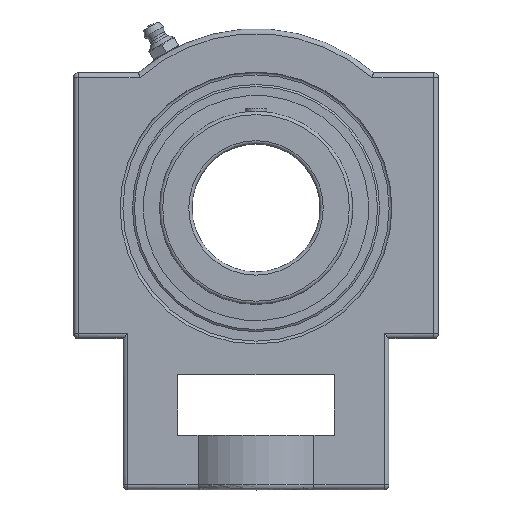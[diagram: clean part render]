
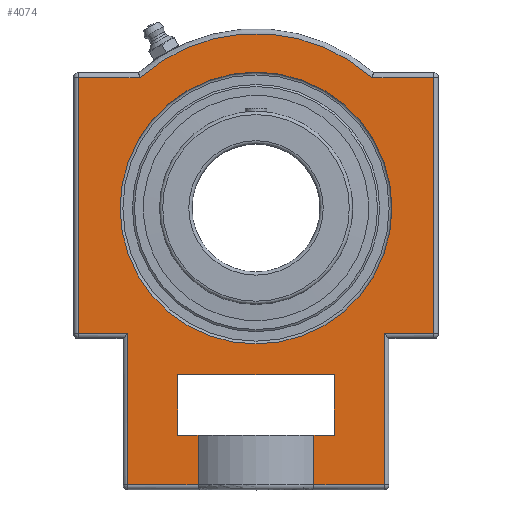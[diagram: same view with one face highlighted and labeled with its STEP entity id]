
A CAD part, top view. The second image highlights one B-rep face of the part: STEP entity #4074.
In plain terms, the highlighted face is planar.
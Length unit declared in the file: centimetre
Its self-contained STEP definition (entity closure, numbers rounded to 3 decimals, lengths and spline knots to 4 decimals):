
#107=CARTESIAN_POINT('',(0.,-4.2465,-1.65));
#108=VERTEX_POINT('',#107);
#118=CARTESIAN_POINT('',(0.,0.,-1.65));
#119=DIRECTION('',(0.,-0.,1.));
#120=DIRECTION('',(0.,1.,0.));
#121=AXIS2_PLACEMENT_3D('',#118,#119,#120);
#122=CIRCLE('',#121,4.2465);
#123=EDGE_CURVE('',#108,#108,#122,.T.);
#2792=CARTESIAN_POINT('',(-4.,-8.65,-1.65));
#2793=VERTEX_POINT('',#2792);
#2818=CARTESIAN_POINT('',(4.,-8.65,-1.65));
#2819=VERTEX_POINT('',#2818);
#2860=CARTESIAN_POINT('',(4.,-3.9245,-1.65));
#2861=VERTEX_POINT('',#2860);
#2862=CARTESIAN_POINT('',(4.,-8.965,-1.65));
#2863=DIRECTION('',(0.,1.,0.));
#2864=VECTOR('',#2863,14.73);
#2865=LINE('',#2862,#2864);
#2866=EDGE_CURVE('',#2819,#2861,#2865,.T.);
#2894=CARTESIAN_POINT('',(-5.55,-3.9245,-1.65));
#2895=VERTEX_POINT('',#2894);
#2920=CARTESIAN_POINT('',(5.55,-3.9245,-1.65));
#2921=VERTEX_POINT('',#2920);
#2964=CARTESIAN_POINT('',(-5.55,4.0755,-1.65));
#2965=VERTEX_POINT('',#2964);
#2990=CARTESIAN_POINT('',(5.55,4.0755,-1.65));
#2991=VERTEX_POINT('',#2990);
#3032=CARTESIAN_POINT('',(3.6184,4.0755,-1.65));
#3033=VERTEX_POINT('',#3032);
#3034=CARTESIAN_POINT('',(5.865,4.0755,-1.65));
#3035=DIRECTION('',(-1.,0.,0.));
#3036=VECTOR('',#3035,11.73);
#3037=LINE('',#3034,#3036);
#3038=EDGE_CURVE('',#2991,#3033,#3037,.T.);
#3065=CARTESIAN_POINT('',(-3.6184,4.0755,-1.65));
#3066=VERTEX_POINT('',#3065);
#3067=CARTESIAN_POINT('',(0.,0.,-1.65));
#3068=DIRECTION('',(0.,0.,1.));
#3069=DIRECTION('',(-0.,1.,0.));
#3070=AXIS2_PLACEMENT_3D('',#3067,#3068,#3069);
#3071=CIRCLE('',#3070,5.45);
#3072=EDGE_CURVE('',#3033,#3066,#3071,.T.);
#3109=CARTESIAN_POINT('',(5.865,4.0755,-1.65));
#3110=DIRECTION('',(-1.,0.,0.));
#3111=VECTOR('',#3110,11.73);
#3112=LINE('',#3109,#3111);
#3113=EDGE_CURVE('',#3066,#2965,#3112,.T.);
#3171=CARTESIAN_POINT('',(5.55,-4.2725,-1.65));
#3172=DIRECTION('',(0.,1.,0.));
#3173=VECTOR('',#3172,8.696);
#3174=LINE('',#3171,#3173);
#3175=EDGE_CURVE('',#2921,#2991,#3174,.T.);
#3225=CARTESIAN_POINT('',(-5.55,4.4235,-1.65));
#3226=DIRECTION('',(0.,-1.,0.));
#3227=VECTOR('',#3226,8.696);
#3228=LINE('',#3225,#3227);
#3229=EDGE_CURVE('',#2965,#2895,#3228,.T.);
#3271=CARTESIAN_POINT('',(-5.865,-3.9245,-1.65));
#3272=DIRECTION('',(1.,0.,-0.));
#3273=VECTOR('',#3272,11.73);
#3274=LINE('',#3271,#3273);
#3275=EDGE_CURVE('',#2861,#2921,#3274,.T.);
#3334=CARTESIAN_POINT('',(-4.,-3.9245,-1.65));
#3335=VERTEX_POINT('',#3334);
#3336=CARTESIAN_POINT('',(-5.865,-3.9245,-1.65));
#3337=DIRECTION('',(1.,0.,-0.));
#3338=VECTOR('',#3337,11.73);
#3339=LINE('',#3336,#3338);
#3340=EDGE_CURVE('',#2895,#3335,#3339,.T.);
#3357=CARTESIAN_POINT('',(-4.,5.765,-1.65));
#3358=DIRECTION('',(0.,-1.,0.));
#3359=VECTOR('',#3358,14.73);
#3360=LINE('',#3357,#3359);
#3361=EDGE_CURVE('',#3335,#2793,#3360,.T.);
#3401=CARTESIAN_POINT('',(1.8111,-8.65,-1.65));
#3402=VERTEX_POINT('',#3401);
#3403=CARTESIAN_POINT('',(-5.865,-8.65,-1.65));
#3404=DIRECTION('',(1.,0.,-0.));
#3405=VECTOR('',#3404,11.73);
#3406=LINE('',#3403,#3405);
#3407=EDGE_CURVE('',#3402,#2819,#3406,.T.);
#3474=CARTESIAN_POINT('',(-1.8111,-8.65,-1.65));
#3475=VERTEX_POINT('',#3474);
#3476=CARTESIAN_POINT('',(-5.865,-8.65,-1.65));
#3477=DIRECTION('',(1.,0.,-0.));
#3478=VECTOR('',#3477,11.73);
#3479=LINE('',#3476,#3478);
#3480=EDGE_CURVE('',#2793,#3475,#3479,.T.);
#3999=CARTESIAN_POINT('',(-2.5189,-2.196,-1.65));
#4000=DIRECTION('',(0.,0.,1.));
#4001=DIRECTION('',(1.,0.,0.));
#4002=AXIS2_PLACEMENT_3D('',#3999,#4000,#4001);
#4003=PLANE('',#4002);
#4004=ORIENTED_EDGE('',*,*,#3480,.F.);
#4005=ORIENTED_EDGE('',*,*,#3361,.F.);
#4006=ORIENTED_EDGE('',*,*,#3340,.F.);
#4007=ORIENTED_EDGE('',*,*,#3229,.F.);
#4008=ORIENTED_EDGE('',*,*,#3113,.F.);
#4009=ORIENTED_EDGE('',*,*,#3072,.F.);
#4010=ORIENTED_EDGE('',*,*,#3038,.F.);
#4011=ORIENTED_EDGE('',*,*,#3175,.F.);
#4012=ORIENTED_EDGE('',*,*,#3275,.F.);
#4013=ORIENTED_EDGE('',*,*,#2866,.F.);
#4014=ORIENTED_EDGE('',*,*,#3407,.F.);
#4015=CARTESIAN_POINT('',(1.8111,-7.1,-1.65));
#4016=VERTEX_POINT('',#4015);
#4017=CARTESIAN_POINT('',(1.8111,-12352.95,-1.65));
#4018=DIRECTION('',(0.,1.,0.));
#4019=VECTOR('',#4018,24690.);
#4020=LINE('',#4017,#4019);
#4021=EDGE_CURVE('',#3402,#4016,#4020,.T.);
#4022=ORIENTED_EDGE('',*,*,#4021,.T.);
#4023=CARTESIAN_POINT('',(2.45,-7.1,-1.65));
#4024=VERTEX_POINT('',#4023);
#4025=CARTESIAN_POINT('',(12347.45,-7.1,-1.65));
#4026=DIRECTION('',(-1.,0.,0.));
#4027=VECTOR('',#4026,24690.);
#4028=LINE('',#4025,#4027);
#4029=EDGE_CURVE('',#4024,#4016,#4028,.T.);
#4030=ORIENTED_EDGE('',*,*,#4029,.F.);
#4031=CARTESIAN_POINT('',(2.45,-5.2,-1.65));
#4032=VERTEX_POINT('',#4031);
#4033=CARTESIAN_POINT('',(2.45,12339.8,-1.65));
#4034=DIRECTION('',(0.,-1.,0.));
#4035=VECTOR('',#4034,24690.);
#4036=LINE('',#4033,#4035);
#4037=EDGE_CURVE('',#4032,#4024,#4036,.T.);
#4038=ORIENTED_EDGE('',*,*,#4037,.F.);
#4039=CARTESIAN_POINT('',(-2.45,-5.2,-1.65));
#4040=VERTEX_POINT('',#4039);
#4041=CARTESIAN_POINT('',(-12345.,-5.2,-1.65));
#4042=DIRECTION('',(1.,0.,-0.));
#4043=VECTOR('',#4042,24690.);
#4044=LINE('',#4041,#4043);
#4045=EDGE_CURVE('',#4040,#4032,#4044,.T.);
#4046=ORIENTED_EDGE('',*,*,#4045,.F.);
#4047=CARTESIAN_POINT('',(-2.45,-7.1,-1.65));
#4048=VERTEX_POINT('',#4047);
#4049=CARTESIAN_POINT('',(-2.45,-12350.2,-1.65));
#4050=DIRECTION('',(0.,1.,0.));
#4051=VECTOR('',#4050,24690.);
#4052=LINE('',#4049,#4051);
#4053=EDGE_CURVE('',#4048,#4040,#4052,.T.);
#4054=ORIENTED_EDGE('',*,*,#4053,.F.);
#4055=CARTESIAN_POINT('',(-1.8111,-7.1,-1.65));
#4056=VERTEX_POINT('',#4055);
#4057=CARTESIAN_POINT('',(12347.45,-7.1,-1.65));
#4058=DIRECTION('',(-1.,0.,0.));
#4059=VECTOR('',#4058,24690.);
#4060=LINE('',#4057,#4059);
#4061=EDGE_CURVE('',#4056,#4048,#4060,.T.);
#4062=ORIENTED_EDGE('',*,*,#4061,.F.);
#4063=CARTESIAN_POINT('',(-1.8111,12337.05,-1.65));
#4064=DIRECTION('',(0.,-1.,0.));
#4065=VECTOR('',#4064,24690.);
#4066=LINE('',#4063,#4065);
#4067=EDGE_CURVE('',#4056,#3475,#4066,.T.);
#4068=ORIENTED_EDGE('',*,*,#4067,.T.);
#4069=EDGE_LOOP('',(#4004,#4005,#4006,#4007,#4008,#4009,#4010,#4011,#4012,#4013,#4014,#4022,#4030,#4038,#4046,#4054,#4062,#4068));
#4070=FACE_BOUND('',#4069,.T.);
#4071=ORIENTED_EDGE('',*,*,#123,.T.);
#4072=EDGE_LOOP('',(#4071));
#4073=FACE_BOUND('',#4072,.T.);
#4074=ADVANCED_FACE('',(#4070,#4073),#4003,.F.);
